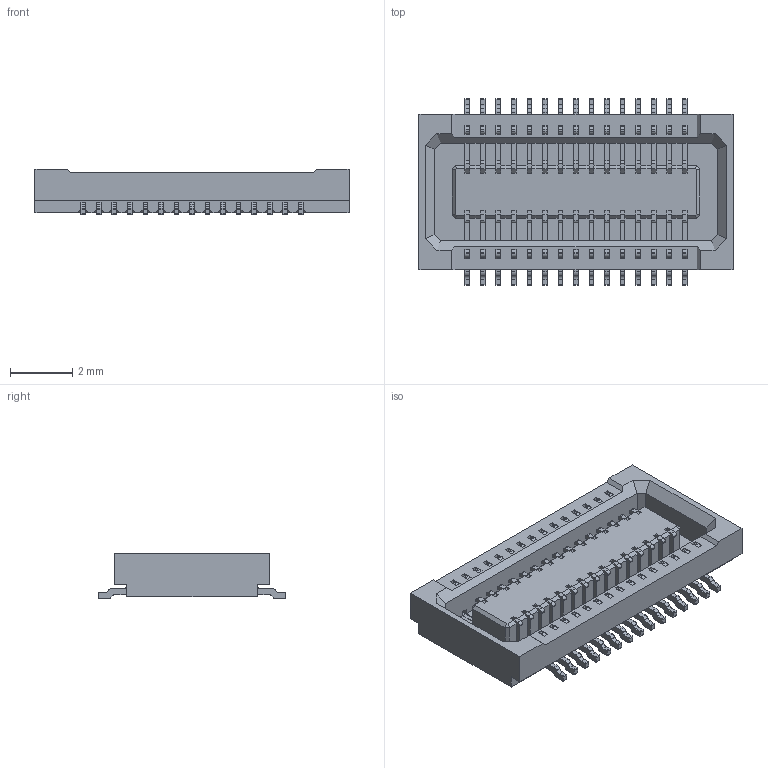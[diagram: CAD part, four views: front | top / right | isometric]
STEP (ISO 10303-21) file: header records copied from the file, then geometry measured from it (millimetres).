
FILE_DESCRIPTION(/* description */ ('Unknown'),/* implementation_level */ '2;1');
FILE_NAME(/* name */ 'J_Wurth_WR-BTB_658561423030',/* time_stamp */ '2025-05-22T17:08:17+08:00',/* author */ ('Unknown'),/* organization */ ('Unknown'),/* preprocessor_version */ 'ST-DEVELOPER v19.4',/* originating_system */ 'Solid Edge',/* authorisation */ 'Unknown');
FILE_SCHEMA (('AUTOMOTIVE_DESIGN {1 0 10303 214 3 1 1}'));
Products named in the file (2): J_Wurth_WR-BTB_658561423030
Assembly tree (1 placements, depth 2):
  J_Wurth_WR-BTB_658561423030
    J_Wurth_WR-BTB_658561423030
Bounding box: 10.1 x 6 x 1.46 mm (x, y, z)
Volume: 42.9 mm3; surface area: 263.4 mm2
Topology: 1 solids, 1 shells, 2150 faces, 6158 edges, 3980 vertices
Faces by surface type: plane 1610, cylinder 540
Entity records: 84718 total; most frequent: CARTESIAN_POINT 12380, ORIENTED_EDGE 12316, DIRECTION 11692, EDGE_CURVE 6158, LINE 4868, VECTOR 4868, VERTEX_POINT 3980, AXIS2_PLACEMENT_3D 3412
